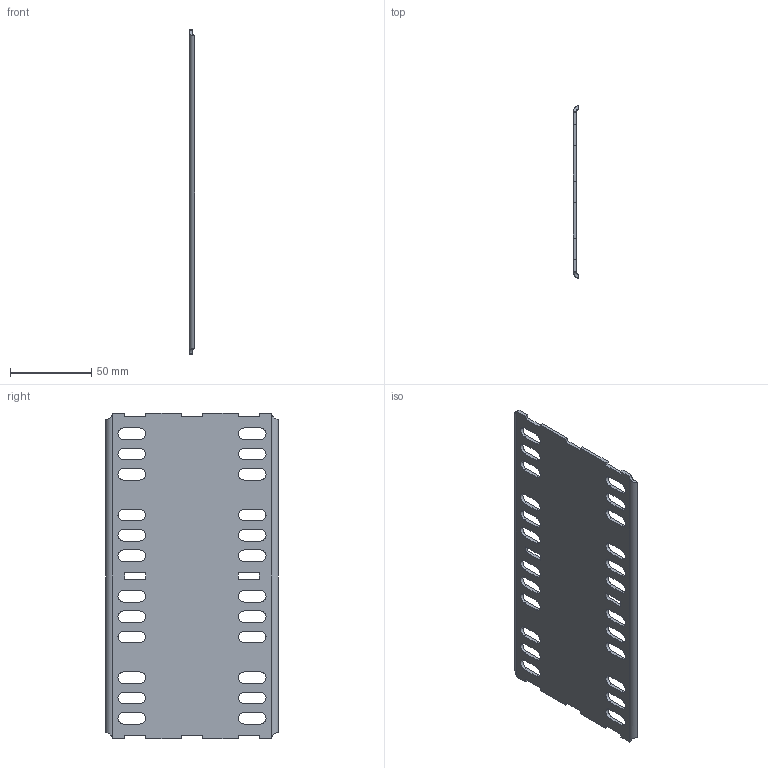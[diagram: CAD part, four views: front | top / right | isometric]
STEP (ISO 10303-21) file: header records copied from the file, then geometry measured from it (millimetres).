
FILE_DESCRIPTION((''),'2;1');
FILE_NAME('6067131','2012-10-30T',('AndreasKeweloh'),(''),'PRO/ENGINEER BY PARAMETRIC TECHNOLOGY CORPORATION, 2012230','PRO/ENGINEER BY PARAMETRIC TECHNOLOGY CORPORATION, 2012230','');
FILE_SCHEMA(('CONFIG_CONTROL_DESIGN'));
Length unit declared in the file: millimetre
Products named in the file (1): 6067131
Bounding box: 3.5 x 106 x 200 mm (x, y, z)
Volume: 36637.2 mm3; surface area: 40045.8 mm2
Topology: 1 solids, 1 shells, 146 faces, 432 edges, 288 vertices
Faces by surface type: plane 86, cylinder 56, bspline 4
Entity records: 6000 total; most frequent: CARTESIAN_POINT 1888, ORIENTED_EDGE 864, DIRECTION 804, EDGE_CURVE 432, VECTOR 312, LINE 312, VERTEX_POINT 288, AXIS2_PLACEMENT_3D 246
